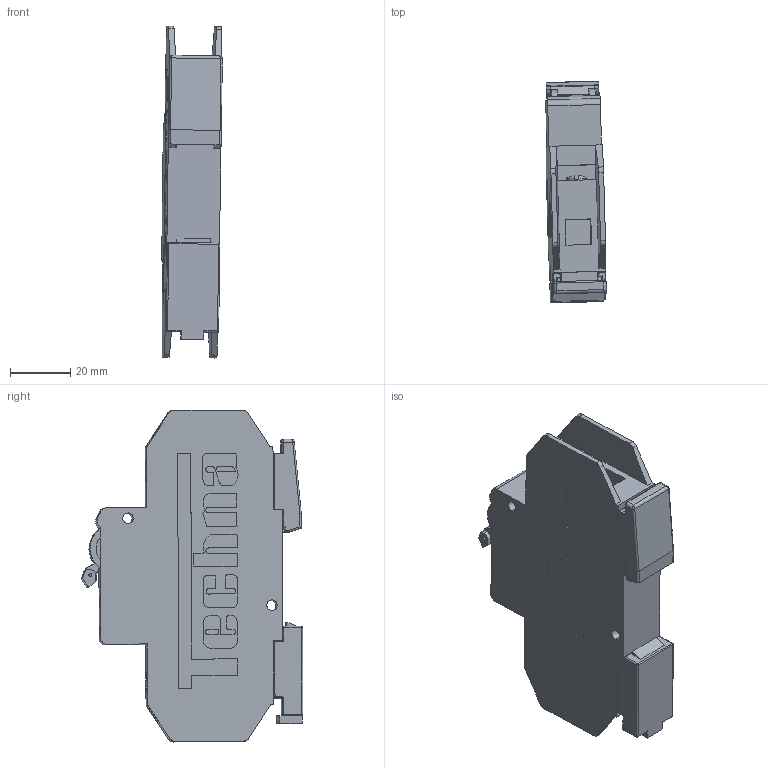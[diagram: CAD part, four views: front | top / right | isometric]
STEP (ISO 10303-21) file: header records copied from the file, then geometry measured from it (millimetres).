
FILE_DESCRIPTION (( 'STEP AP214' ), '1' );
FILE_NAME ('Techna Jtec 489 1 Pole.STEP', '2020-05-21T12:27:36', ( '' ), ( '' ), 'SwSTEP 2.0', 'SolidWorks 2020', '' );
FILE_SCHEMA (( 'AUTOMOTIVE_DESIGN' ));
Length unit declared in the file: millimetre
Products named in the file (5): Techna Jtec 489 1 Pole; Foot 1; JTEC 489_Techna Logo; Foot 2; Techna Jtec 489
Assembly tree (4 placements, depth 3):
  Techna Jtec 489 1 Pole
    Techna Jtec 489
      JTEC 489_Techna Logo
      Foot 1
      Foot 2
Bounding box: 20.12 x 73.63 x 110.3 mm (x, y, z)
Volume: 84898.1 mm3; surface area: 24351.5 mm2
Topology: 3 solids, 3 shells, 840 faces, 2241 edges, 1427 vertices
Faces by surface type: plane 429, cylinder 319, bspline 55, torus 24, sphere 13
Entity records: 34273 total; most frequent: CARTESIAN_POINT 7337, ORIENTED_EDGE 4438, DIRECTION 4274, EDGE_CURVE 2219, LINE 1462, VECTOR 1462, VERTEX_POINT 1427, AXIS2_PLACEMENT_3D 1406
